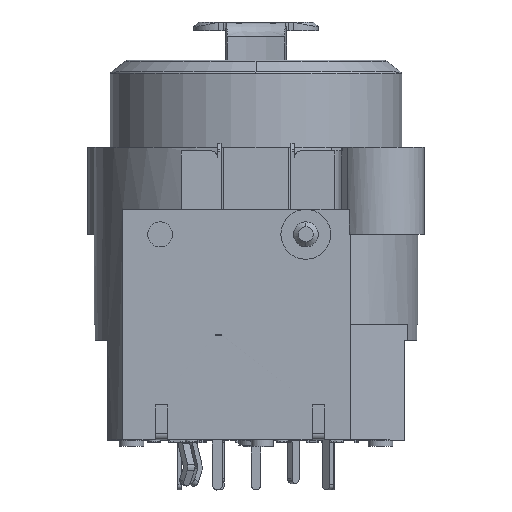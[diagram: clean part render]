
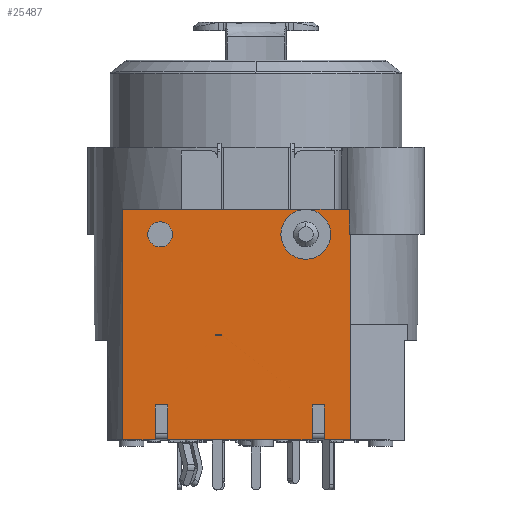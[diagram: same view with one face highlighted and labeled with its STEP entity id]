
A CAD part, top view. The second image highlights one B-rep face of the part: STEP entity #25487.
In plain terms, the highlighted planar face has unit normal (0, 0, 1).
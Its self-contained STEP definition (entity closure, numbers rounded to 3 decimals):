
#1146=DIRECTION('',(1.,0.,0.));
#1147=VECTOR('',#1146,11.6);
#1148=CARTESIAN_POINT('',(-7.1,-30.5,14.5));
#1149=LINE('',#1148,#1147);
#1150=DIRECTION('',(1.,0.,0.));
#1151=VECTOR('',#1150,2.1);
#1152=CARTESIAN_POINT('',(5.5,-30.5,14.5));
#1153=LINE('',#1152,#1151);
#1192=DIRECTION('',(1.,0.,0.));
#1193=VECTOR('',#1192,2.6);
#1194=CARTESIAN_POINT('',(-10.7,-30.5,14.5));
#1195=LINE('',#1194,#1193);
#5278=CARTESIAN_POINT('',(-7.7,-14.,14.5));
#5279=DIRECTION('',(0.,0.,1.));
#5280=DIRECTION('',(0.,1.,0.));
#5281=AXIS2_PLACEMENT_3D('',#5278,#5279,#5280);
#5283=CARTESIAN_POINT('',(-7.7,-14.,14.5));
#5284=DIRECTION('',(0.,0.,1.));
#5285=DIRECTION('',(0.,-1.,0.));
#5286=AXIS2_PLACEMENT_3D('',#5283,#5284,#5285);
#5288=CARTESIAN_POINT('',(4.,-14.,14.5));
#5289=DIRECTION('',(0.,0.,1.));
#5290=DIRECTION('',(0.,1.,0.));
#5291=AXIS2_PLACEMENT_3D('',#5288,#5289,#5290);
#5293=CARTESIAN_POINT('',(4.,-14.,14.5));
#5294=DIRECTION('',(0.,0.,1.));
#5295=DIRECTION('',(0.,-1.,0.));
#5296=AXIS2_PLACEMENT_3D('',#5293,#5294,#5295);
#5298=DIRECTION('',(0.,-1.,0.));
#5299=VECTOR('',#5298,2.);
#5300=CARTESIAN_POINT('',(7.5,-12.,14.5));
#5301=LINE('',#5300,#5299);
#5302=DIRECTION('',(1.,0.,0.));
#5303=VECTOR('',#5302,0.1);
#5304=CARTESIAN_POINT('',(7.5,-14.,14.5));
#5305=LINE('',#5304,#5303);
#5306=DIRECTION('',(0.,-1.,0.));
#5307=VECTOR('',#5306,16.5);
#5308=CARTESIAN_POINT('',(7.6,-14.,14.5));
#5309=LINE('',#5308,#5307);
#5328=DIRECTION('',(1.,0.,0.));
#5329=VECTOR('',#5328,0.5);
#5330=CARTESIAN_POINT('',(-3.251,-22.061,14.5));
#5331=LINE('',#5330,#5329);
#5332=CARTESIAN_POINT('',(-2.751,-22.061,14.5));
#5333=CARTESIAN_POINT('',(-2.751,-22.065,14.5));
#5334=CARTESIAN_POINT('',(-2.751,-22.074,
14.5));
#5335=CARTESIAN_POINT('',(-2.751,-22.087,
14.501));
#5336=CARTESIAN_POINT('',(-2.751,-22.096,
14.498));
#5337=CARTESIAN_POINT('',(-2.751,-22.1,14.498));
#5339=DIRECTION('',(-1.,0.,0.));
#5340=VECTOR('',#5339,0.5);
#5341=CARTESIAN_POINT('',(-2.751,-22.1,14.498));
#5342=LINE('',#5341,#5340);
#5343=CARTESIAN_POINT('',(-3.251,-22.1,14.498));
#5344=CARTESIAN_POINT('',(-3.251,-22.096,
14.498));
#5345=CARTESIAN_POINT('',(-3.251,-22.087,
14.501));
#5346=CARTESIAN_POINT('',(-3.251,-22.074,
14.5));
#5347=CARTESIAN_POINT('',(-3.251,-22.065,14.5));
#5348=CARTESIAN_POINT('',(-3.251,-22.061,14.5));
#5350=DIRECTION('',(0.,-1.,0.));
#5351=VECTOR('',#5350,2.8);
#5352=CARTESIAN_POINT('',(-7.1,-27.7,14.5));
#5353=LINE('',#5352,#5351);
#5371=DIRECTION('',(0.,1.,0.));
#5372=VECTOR('',#5371,2.8);
#5373=CARTESIAN_POINT('',(-8.1,-30.5,14.5));
#5374=LINE('',#5373,#5372);
#5388=DIRECTION('',(1.,0.,0.));
#5389=VECTOR('',#5388,1.);
#5390=CARTESIAN_POINT('',(-8.1,-27.7,14.5));
#5391=LINE('',#5390,#5389);
#5400=DIRECTION('',(0.,-1.,0.));
#5401=VECTOR('',#5400,18.5);
#5402=CARTESIAN_POINT('',(-10.7,-12.,14.5));
#5403=LINE('',#5402,#5401);
#5816=DIRECTION('',(-1.,0.,0.));
#5817=VECTOR('',#5816,3.5);
#5818=CARTESIAN_POINT('',(7.5,-12.,14.5));
#5819=LINE('',#5818,#5817);
#5820=DIRECTION('',(-1.,0.,0.));
#5821=VECTOR('',#5820,14.7);
#5822=CARTESIAN_POINT('',(4.,-12.,14.5));
#5823=LINE('',#5822,#5821);
#13198=DIRECTION('',(0.,-1.,0.));
#13199=VECTOR('',#13198,2.8);
#13200=CARTESIAN_POINT('',(5.5,-27.7,14.5));
#13201=LINE('',#13200,#13199);
#13219=DIRECTION('',(0.,1.,0.));
#13220=VECTOR('',#13219,2.8);
#13221=CARTESIAN_POINT('',(4.5,-30.5,14.5));
#13222=LINE('',#13221,#13220);
#13236=DIRECTION('',(1.,0.,0.));
#13237=VECTOR('',#13236,1.);
#13238=CARTESIAN_POINT('',(4.5,-27.7,14.5));
#13239=LINE('',#13238,#13237);
#14120=CARTESIAN_POINT('',(5.5,-30.5,14.5));
#14121=CARTESIAN_POINT('',(4.5,-30.5,14.5));
#14122=VERTEX_POINT('',#14120);
#14123=VERTEX_POINT('',#14121);
#14124=CARTESIAN_POINT('',(7.6,-30.5,14.5));
#14125=VERTEX_POINT('',#14124);
#14142=CARTESIAN_POINT('',(-10.7,-30.5,14.5));
#14143=VERTEX_POINT('',#14142);
#14144=CARTESIAN_POINT('',(-8.1,-30.5,14.5));
#14145=VERTEX_POINT('',#14144);
#14146=CARTESIAN_POINT('',(-7.1,-30.5,14.5));
#14147=VERTEX_POINT('',#14146);
#14928=CARTESIAN_POINT('',(4.5,-27.7,14.5));
#14929=VERTEX_POINT('',#14928);
#14932=CARTESIAN_POINT('',(-7.1,-27.7,14.5));
#14933=VERTEX_POINT('',#14932);
#14934=CARTESIAN_POINT('',(-8.1,-27.7,14.5));
#14935=VERTEX_POINT('',#14934);
#14936=CARTESIAN_POINT('',(-10.7,-12.,14.5));
#14937=VERTEX_POINT('',#14936);
#14938=CARTESIAN_POINT('',(4.,-12.,14.5));
#14939=VERTEX_POINT('',#14938);
#14940=CARTESIAN_POINT('',(4.,-16.,14.5));
#14941=VERTEX_POINT('',#14940);
#14942=CARTESIAN_POINT('',(7.5,-12.,14.5));
#14943=VERTEX_POINT('',#14942);
#14944=CARTESIAN_POINT('',(7.5,-14.,14.5));
#14945=VERTEX_POINT('',#14944);
#14946=CARTESIAN_POINT('',(7.6,-14.,14.5));
#14947=VERTEX_POINT('',#14946);
#14948=CARTESIAN_POINT('',(5.5,-27.7,14.5));
#14949=VERTEX_POINT('',#14948);
#14950=CARTESIAN_POINT('',(-2.751,-22.1,14.498));
#14951=CARTESIAN_POINT('',(-3.251,-22.1,14.498));
#14952=VERTEX_POINT('',#14950);
#14953=VERTEX_POINT('',#14951);
#14954=CARTESIAN_POINT('',(-7.7,-13.,14.5));
#14955=CARTESIAN_POINT('',(-7.7,-15.,14.5));
#14956=VERTEX_POINT('',#14954);
#14957=VERTEX_POINT('',#14955);
#17817=CARTESIAN_POINT('',(-3.251,-22.061,14.5));
#17818=CARTESIAN_POINT('',(-2.751,-22.061,14.5));
#17819=VERTEX_POINT('',#17817);
#17820=VERTEX_POINT('',#17818);
#25433=CARTESIAN_POINT('',(7.5,-12.,14.5));
#25434=DIRECTION('',(0.,0.,1.));
#25435=DIRECTION('',(-1.,0.,0.));
#25436=AXIS2_PLACEMENT_3D('',#25433,#25434,#25435);
#25437=PLANE('',#25436);
#25438=ORIENTED_EDGE('',*,*,#18142,.F.);
#25440=ORIENTED_EDGE('',*,*,#25439,.F.);
#25442=ORIENTED_EDGE('',*,*,#25441,.F.);
#25444=ORIENTED_EDGE('',*,*,#25443,.F.);
#25445=ORIENTED_EDGE('',*,*,#18166,.F.);
#25447=ORIENTED_EDGE('',*,*,#25446,.F.);
#25449=ORIENTED_EDGE('',*,*,#25448,.F.);
#25451=ORIENTED_EDGE('',*,*,#25450,.T.);
#25453=ORIENTED_EDGE('',*,*,#25452,.T.);
#25455=ORIENTED_EDGE('',*,*,#25454,.F.);
#25457=ORIENTED_EDGE('',*,*,#25456,.T.);
#25459=ORIENTED_EDGE('',*,*,#25458,.T.);
#25461=ORIENTED_EDGE('',*,*,#25460,.T.);
#25462=ORIENTED_EDGE('',*,*,#18146,.F.);
#25464=ORIENTED_EDGE('',*,*,#25463,.F.);
#25466=ORIENTED_EDGE('',*,*,#25465,.F.);
#25468=ORIENTED_EDGE('',*,*,#25467,.F.);
#25469=EDGE_LOOP('',(#25438,#25440,#25442,#25444,#25445,#25447,#25449,#25451,
#25453,#25455,#25457,#25459,#25461,#25462,#25464,#25466,#25468));
#25470=FACE_OUTER_BOUND('',#25469,.F.);
#25472=ORIENTED_EDGE('',*,*,#25471,.F.);
#25474=ORIENTED_EDGE('',*,*,#25473,.F.);
#25476=ORIENTED_EDGE('',*,*,#25475,.F.);
#25478=ORIENTED_EDGE('',*,*,#25477,.F.);
#25479=EDGE_LOOP('',(#25472,#25474,#25476,#25478));
#25480=FACE_BOUND('',#25479,.F.);
#25482=ORIENTED_EDGE('',*,*,#25481,.T.);
#25484=ORIENTED_EDGE('',*,*,#25483,.T.);
#25485=EDGE_LOOP('',(#25482,#25484));
#25486=FACE_BOUND('',#25485,.F.);
#5282=CIRCLE('',#5281,1.);
#5287=CIRCLE('',#5286,1.);
#5292=CIRCLE('',#5291,2.);
#5297=CIRCLE('',#5296,2.);
#5338=B_SPLINE_CURVE_WITH_KNOTS('',3,(#5332,#5333,#5334,#5335,#5336,#5337),
.UNSPECIFIED.,.F.,.F.,(4,1,1,4),(0.,0.333,0.667,1.),
.UNSPECIFIED.);
#5349=B_SPLINE_CURVE_WITH_KNOTS('',3,(#5343,#5344,#5345,#5346,#5347,#5348),
.UNSPECIFIED.,.F.,.F.,(4,1,1,4),(0.,0.333,0.667,1.),
.UNSPECIFIED.);
#18142=EDGE_CURVE('',#14147,#14123,#1149,.T.);
#18146=EDGE_CURVE('',#14122,#14125,#1153,.T.);
#18166=EDGE_CURVE('',#14143,#14145,#1195,.T.);
#25439=EDGE_CURVE('',#14933,#14147,#5353,.T.);
#25441=EDGE_CURVE('',#14935,#14933,#5391,.T.);
#25443=EDGE_CURVE('',#14145,#14935,#5374,.T.);
#25446=EDGE_CURVE('',#14937,#14143,#5403,.T.);
#25448=EDGE_CURVE('',#14939,#14937,#5823,.T.);
#25450=EDGE_CURVE('',#14939,#14941,#5292,.T.);
#25452=EDGE_CURVE('',#14941,#14939,#5297,.T.);
#25454=EDGE_CURVE('',#14943,#14939,#5819,.T.);
#25456=EDGE_CURVE('',#14943,#14945,#5301,.T.);
#25458=EDGE_CURVE('',#14945,#14947,#5305,.T.);
#25460=EDGE_CURVE('',#14947,#14125,#5309,.T.);
#25463=EDGE_CURVE('',#14949,#14122,#13201,.T.);
#25465=EDGE_CURVE('',#14929,#14949,#13239,.T.);
#25467=EDGE_CURVE('',#14123,#14929,#13222,.T.);
#25471=EDGE_CURVE('',#17820,#14952,#5338,.T.);
#25473=EDGE_CURVE('',#17819,#17820,#5331,.T.);
#25475=EDGE_CURVE('',#14953,#17819,#5349,.T.);
#25477=EDGE_CURVE('',#14952,#14953,#5342,.T.);
#25481=EDGE_CURVE('',#14956,#14957,#5282,.T.);
#25483=EDGE_CURVE('',#14957,#14956,#5287,.T.);
#25487=ADVANCED_FACE('',(#25470,#25480,#25486),#25437,.T.);
